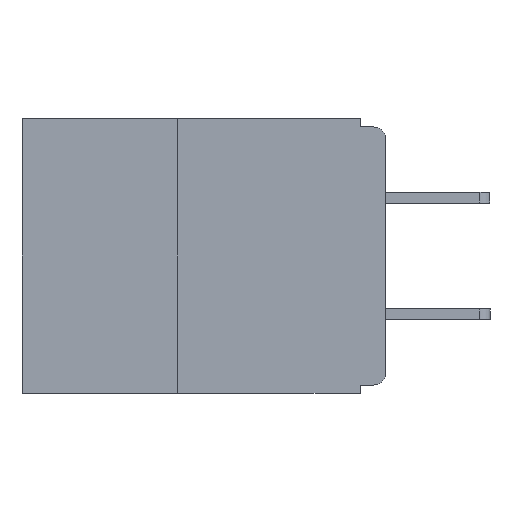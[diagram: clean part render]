
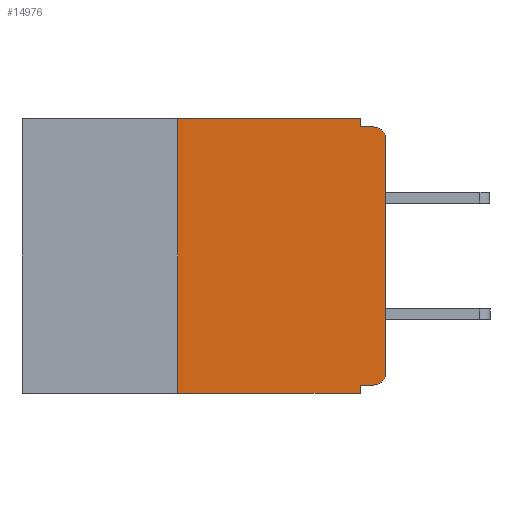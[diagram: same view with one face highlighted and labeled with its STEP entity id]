
A CAD part, left-side view. The second image highlights one B-rep face of the part: STEP entity #14976.
In plain terms, the highlighted planar face has unit normal (-1, 0, 0).
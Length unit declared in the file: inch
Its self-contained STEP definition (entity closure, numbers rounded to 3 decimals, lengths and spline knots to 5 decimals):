
#97 = LINE ( 'NONE', #12015, #6277 ) ;
#232 = VECTOR ( 'NONE', #4281, 39.37008 ) ;
#328 = EDGE_CURVE ( 'NONE', #1245, #12856, #6286, .T. ) ;
#423 = EDGE_CURVE ( 'NONE', #7083, #5509, #4274, .T. ) ;
#739 = EDGE_LOOP ( 'NONE', ( #7341, #11926, #3165, #4377, #3202, #9699, #3410, #13335, #10064, #4817 ) ) ;
#770 = EDGE_CURVE ( 'NONE', #7956, #9545, #12543, .T. ) ;
#1025 = CARTESIAN_POINT ( 'NONE',  ( 0., 0.015, -0.32 ) ) ;
#1068 = VECTOR ( 'NONE', #12017, 39.37008 ) ;
#1161 = CARTESIAN_POINT ( 'NONE',  ( 0., 0.031, -0.33 ) ) ;
#1245 = VERTEX_POINT ( 'NONE', #5562 ) ;
#1936 = LINE ( 'NONE', #7247, #5231 ) ;
#2461 = LINE ( 'NONE', #12786, #14673 ) ;
#2616 = CARTESIAN_POINT ( 'NONE',  ( 0., 0.031, -0.01 ) ) ;
#3165 = ORIENTED_EDGE ( 'NONE', *, *, #423, .F. ) ;
#3202 = ORIENTED_EDGE ( 'NONE', *, *, #4533, .F. ) ;
#3410 = ORIENTED_EDGE ( 'NONE', *, *, #14558, .T. ) ;
#3432 = LINE ( 'NONE', #5433, #232 ) ;
#3580 = DIRECTION ( 'NONE',  ( 0., 0., -1. ) ) ;
#3649 = CARTESIAN_POINT ( 'NONE',  ( 0., 0.015, -0.305 ) ) ;
#4274 = LINE ( 'NONE', #8578, #1068 ) ;
#4281 = DIRECTION ( 'NONE',  ( 0., 0., -1. ) ) ;
#4377 = ORIENTED_EDGE ( 'NONE', *, *, #4859, .F. ) ;
#4448 = VERTEX_POINT ( 'NONE', #1025 ) ;
#4533 = EDGE_CURVE ( 'NONE', #9545, #9180, #1936, .T. ) ;
#4716 = DIRECTION ( 'NONE',  ( 0., 0., -1. ) ) ;
#4762 = CARTESIAN_POINT ( 'NONE',  ( 0., 0.031, -0.32 ) ) ;
#4817 = ORIENTED_EDGE ( 'NONE', *, *, #5766, .T. ) ;
#4859 = EDGE_CURVE ( 'NONE', #9180, #7083, #3432, .T. ) ;
#5159 = EDGE_CURVE ( 'NONE', #9963, #5915, #12837, .T. ) ;
#5231 = VECTOR ( 'NONE', #12095, 39.37008 ) ;
#5302 = DIRECTION ( 'NONE',  ( -1., 0., 0. ) ) ;
#5433 = CARTESIAN_POINT ( 'NONE',  ( 0., 0.031, 0. ) ) ;
#5434 = DIRECTION ( 'NONE',  ( -1., 0., 0. ) ) ;
#5509 = VERTEX_POINT ( 'NONE', #12077 ) ;
#5562 = CARTESIAN_POINT ( 'NONE',  ( 0., 0., -0.305 ) ) ;
#5673 = EDGE_CURVE ( 'NONE', #4448, #9963, #2461, .T. ) ;
#5766 = EDGE_CURVE ( 'NONE', #4448, #1245, #10979, .T. ) ;
#5915 = VERTEX_POINT ( 'NONE', #1161 ) ;
#6277 = VECTOR ( 'NONE', #13140, 39.37008 ) ;
#6286 = LINE ( 'NONE', #10653, #11826 ) ;
#6373 = AXIS2_PLACEMENT_3D ( 'NONE', #3649, #5434, #8277 ) ;
#7083 = VERTEX_POINT ( 'NONE', #2616 ) ;
#7186 = CARTESIAN_POINT ( 'NONE',  ( 0., 0.437, 0. ) ) ;
#7247 = CARTESIAN_POINT ( 'NONE',  ( 0., 0.437, 0. ) ) ;
#7341 = ORIENTED_EDGE ( 'NONE', *, *, #328, .T. ) ;
#7949 = CARTESIAN_POINT ( 'NONE',  ( 0., 0.25, 0. ) ) ;
#7956 = VERTEX_POINT ( 'NONE', #12398 ) ;
#8151 = DIRECTION ( 'NONE',  ( 0., 0., 1. ) ) ;
#8258 = CARTESIAN_POINT ( 'NONE',  ( 0., 0., -0.025 ) ) ;
#8277 = DIRECTION ( 'NONE',  ( 0., 0., -1. ) ) ;
#8536 = AXIS2_PLACEMENT_3D ( 'NONE', #12454, #5302, #13532 ) ;
#8578 = CARTESIAN_POINT ( 'NONE',  ( 0., 0., -0.01 ) ) ;
#8897 = FACE_OUTER_BOUND ( 'NONE', #739, .T. ) ;
#9046 = VECTOR ( 'NONE', #12482, 39.37008 ) ;
#9180 = VERTEX_POINT ( 'NONE', #10650 ) ;
#9240 = CARTESIAN_POINT ( 'NONE',  ( 0., 0.25, -0.33 ) ) ;
#9522 = PLANE ( 'NONE',  #9579 ) ;
#9545 = VERTEX_POINT ( 'NONE', #7949 ) ;
#9579 = AXIS2_PLACEMENT_3D ( 'NONE', #7186, #11902, #4716 ) ;
#9699 = ORIENTED_EDGE ( 'NONE', *, *, #770, .F. ) ;
#9717 = VECTOR ( 'NONE', #3580, 39.37008 ) ;
#9963 = VERTEX_POINT ( 'NONE', #4762 ) ;
#10064 = ORIENTED_EDGE ( 'NONE', *, *, #5673, .F. ) ;
#10650 = CARTESIAN_POINT ( 'NONE',  ( 0., 0.031, 0. ) ) ;
#10653 = CARTESIAN_POINT ( 'NONE',  ( 0., 0., 0. ) ) ;
#10979 = CIRCLE ( 'NONE', #6373, 0.015 ) ;
#11826 = VECTOR ( 'NONE', #8151, 39.37008 ) ;
#11902 = DIRECTION ( 'NONE',  ( 1., 0., 0. ) ) ;
#11926 = ORIENTED_EDGE ( 'NONE', *, *, #15244, .T. ) ;
#12015 = CARTESIAN_POINT ( 'NONE',  ( 0., 0.437, -0.33 ) ) ;
#12017 = DIRECTION ( 'NONE',  ( 0., -1., 0. ) ) ;
#12077 = CARTESIAN_POINT ( 'NONE',  ( 0., 0.015, -0.01 ) ) ;
#12095 = DIRECTION ( 'NONE',  ( 0., -1., 0. ) ) ;
#12398 = CARTESIAN_POINT ( 'NONE',  ( 0., 0.25, -0.33 ) ) ;
#12454 = CARTESIAN_POINT ( 'NONE',  ( 0., 0.015, -0.025 ) ) ;
#12482 = DIRECTION ( 'NONE',  ( 0., 0., 1. ) ) ;
#12543 = LINE ( 'NONE', #9240, #9046 ) ;
#12786 = CARTESIAN_POINT ( 'NONE',  ( 0., 0., -0.32 ) ) ;
#12837 = LINE ( 'NONE', #14084, #9717 ) ;
#12856 = VERTEX_POINT ( 'NONE', #8258 ) ;
#13140 = DIRECTION ( 'NONE',  ( 0., -1., 0. ) ) ;
#13272 = DIRECTION ( 'NONE',  ( 0., 1., 0. ) ) ;
#13335 = ORIENTED_EDGE ( 'NONE', *, *, #5159, .F. ) ;
#13392 = CIRCLE ( 'NONE', #8536, 0.015 ) ;
#13532 = DIRECTION ( 'NONE',  ( 0., 0., -1. ) ) ;
#14084 = CARTESIAN_POINT ( 'NONE',  ( 0., 0.031, -0.33 ) ) ;
#14558 = EDGE_CURVE ( 'NONE', #7956, #5915, #97, .T. ) ;
#14673 = VECTOR ( 'NONE', #13272, 39.37008 ) ;
#14976 = ADVANCED_FACE ( 'NONE', ( #8897 ), #9522, .F. ) ;
#15244 = EDGE_CURVE ( 'NONE', #12856, #5509, #13392, .T. ) ;
